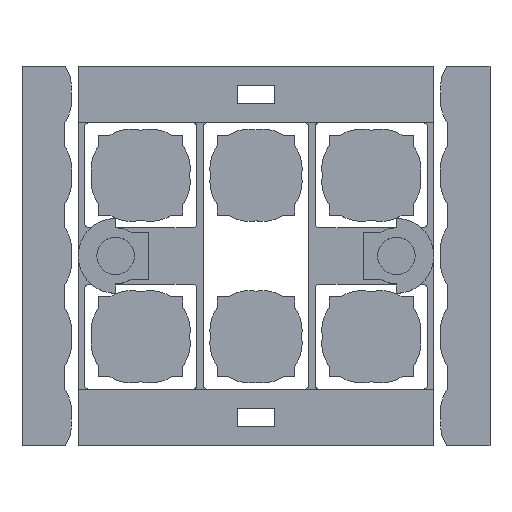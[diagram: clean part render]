
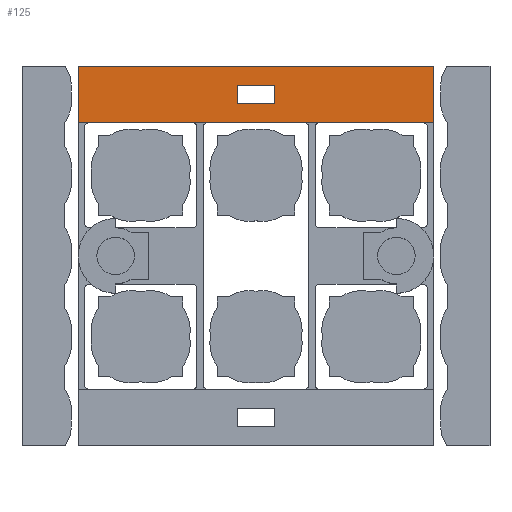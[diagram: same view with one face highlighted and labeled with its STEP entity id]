
A CAD part, top view. The second image highlights one B-rep face of the part: STEP entity #125.
In plain terms, the highlighted planar face has unit normal (0, 0, 1).
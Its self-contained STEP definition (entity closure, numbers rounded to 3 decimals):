
#11=FACE_BOUND('',#626,.T.);
#125=ADVANCED_FACE('',(#375,#11),#4297,.T.);
#375=FACE_OUTER_BOUND('',#625,.T.);
#625=EDGE_LOOP('',(#1204,#1205,#1206,#1207));
#626=EDGE_LOOP('',(#1208,#1209,#1210,#1211));
#1204=ORIENTED_EDGE('',*,*,#2399,.T.);
#1205=ORIENTED_EDGE('',*,*,#2400,.T.);
#1206=ORIENTED_EDGE('',*,*,#2396,.F.);
#1207=ORIENTED_EDGE('',*,*,#2401,.T.);
#1208=ORIENTED_EDGE('',*,*,#2405,.T.);
#1209=ORIENTED_EDGE('',*,*,#2402,.T.);
#1210=ORIENTED_EDGE('',*,*,#2403,.T.);
#1211=ORIENTED_EDGE('',*,*,#2404,.T.);
#2396=EDGE_CURVE('',#3927,#3928,#3026,.T.);
#2399=EDGE_CURVE('',#3930,#3931,#3029,.T.);
#2400=EDGE_CURVE('',#3931,#3928,#3030,.T.);
#2401=EDGE_CURVE('',#3927,#3930,#3031,.T.);
#2402=EDGE_CURVE('',#3932,#3933,#3032,.T.);
#2403=EDGE_CURVE('',#3933,#3934,#3033,.T.);
#2404=EDGE_CURVE('',#3934,#3935,#3034,.T.);
#2405=EDGE_CURVE('',#3935,#3932,#3035,.T.);
#3026=B_SPLINE_CURVE_WITH_KNOTS('',1,(#6716,#6717),.UNSPECIFIED.,.F.,.F.,
(2,2),(0.,19.),.UNSPECIFIED.);
#3029=B_SPLINE_CURVE_WITH_KNOTS('',1,(#6722,#6723),.UNSPECIFIED.,.F.,.F.,
(2,2),(0.,19.),.UNSPECIFIED.);
#3030=B_SPLINE_CURVE_WITH_KNOTS('',1,(#6724,#6725),.UNSPECIFIED.,.F.,.F.,
(2,2),(0.,3.),.UNSPECIFIED.);
#3031=B_SPLINE_CURVE_WITH_KNOTS('',1,(#6726,#6727),.UNSPECIFIED.,.F.,.F.,
(2,2),(0.,3.),.UNSPECIFIED.);
#3032=B_SPLINE_CURVE_WITH_KNOTS('',1,(#6728,#6729),.UNSPECIFIED.,.F.,.F.,
(2,2),(0.,1.),.UNSPECIFIED.);
#3033=B_SPLINE_CURVE_WITH_KNOTS('',1,(#6730,#6731),.UNSPECIFIED.,.F.,.F.,
(2,2),(0.,2.),.UNSPECIFIED.);
#3034=B_SPLINE_CURVE_WITH_KNOTS('',1,(#6732,#6733),.UNSPECIFIED.,.F.,.F.,
(2,2),(0.,1.),.UNSPECIFIED.);
#3035=B_SPLINE_CURVE_WITH_KNOTS('',1,(#6734,#6735),.UNSPECIFIED.,.F.,.F.,
(2,2),(0.,2.),.UNSPECIFIED.);
#3927=VERTEX_POINT('',#6515);
#3928=VERTEX_POINT('',#6516);
#3930=VERTEX_POINT('',#6518);
#3931=VERTEX_POINT('',#6519);
#3932=VERTEX_POINT('',#6520);
#3933=VERTEX_POINT('',#6521);
#3934=VERTEX_POINT('',#6522);
#3935=VERTEX_POINT('',#6523);
#4297=PLANE('',#4727);
#4727=AXIS2_PLACEMENT_3D('',#6373,#5252,$);
#5252=DIRECTION('',(0.,0.,1.));
#6373=CARTESIAN_POINT('',(-11.412,6.818,2.4));
#6515=CARTESIAN_POINT('',(-9.5,10.13,2.4));
#6516=CARTESIAN_POINT('',(9.5,10.13,2.4));
#6518=CARTESIAN_POINT('',(-9.5,7.13,2.4));
#6519=CARTESIAN_POINT('',(9.5,7.13,2.4));
#6520=CARTESIAN_POINT('',(1.,9.13,2.4));
#6521=CARTESIAN_POINT('',(1.,8.13,2.4));
#6522=CARTESIAN_POINT('',(-1.,8.13,2.4));
#6523=CARTESIAN_POINT('',(-1.,9.13,2.4));
#6716=CARTESIAN_POINT('',(-9.5,10.13,2.4));
#6717=CARTESIAN_POINT('',(9.5,10.13,2.4));
#6722=CARTESIAN_POINT('',(-9.5,7.13,2.4));
#6723=CARTESIAN_POINT('',(9.5,7.13,2.4));
#6724=CARTESIAN_POINT('',(9.5,7.13,2.4));
#6725=CARTESIAN_POINT('',(9.5,10.13,2.4));
#6726=CARTESIAN_POINT('',(-9.5,10.13,2.4));
#6727=CARTESIAN_POINT('',(-9.5,7.13,2.4));
#6728=CARTESIAN_POINT('',(1.,9.13,2.4));
#6729=CARTESIAN_POINT('',(1.,8.13,2.4));
#6730=CARTESIAN_POINT('',(1.,8.13,2.4));
#6731=CARTESIAN_POINT('',(-1.,8.13,2.4));
#6732=CARTESIAN_POINT('',(-1.,8.13,2.4));
#6733=CARTESIAN_POINT('',(-1.,9.13,2.4));
#6734=CARTESIAN_POINT('',(-1.,9.13,2.4));
#6735=CARTESIAN_POINT('',(1.,9.13,2.4));
